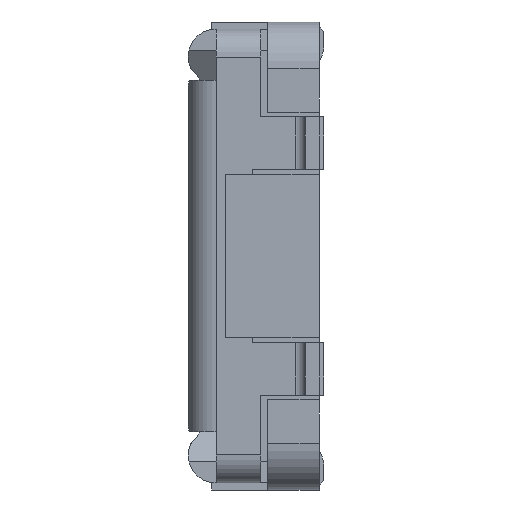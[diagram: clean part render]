
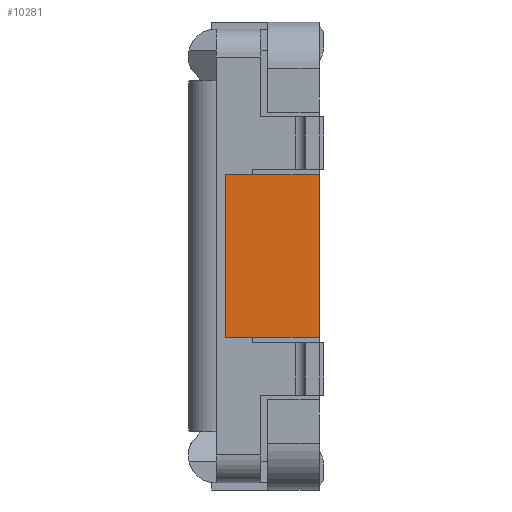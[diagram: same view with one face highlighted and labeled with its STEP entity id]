
A CAD part, left-side view. The second image highlights one B-rep face of the part: STEP entity #10281.
In plain terms, the highlighted planar face has unit normal (-1, 0, 0).
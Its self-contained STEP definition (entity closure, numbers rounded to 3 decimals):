
#116=DIRECTION('',(0.,0.,1.));
#117=VECTOR('',#116,0.7);
#118=CARTESIAN_POINT('',(-2.275,0.,-0.35));
#119=LINE('',#118,#117);
#2229=DIRECTION('',(0.,1.,0.));
#2230=VECTOR('',#2229,0.4);
#2231=CARTESIAN_POINT('',(-2.275,0.,0.35));
#2232=LINE('',#2231,#2230);
#2245=DIRECTION('',(0.,0.,1.));
#2246=VECTOR('',#2245,0.7);
#2247=CARTESIAN_POINT('',(-2.275,0.4,-0.35));
#2248=LINE('',#2247,#2246);
#2249=DIRECTION('',(0.,1.,0.));
#2250=VECTOR('',#2249,0.4);
#2251=CARTESIAN_POINT('',(-2.275,0.,-0.35));
#2252=LINE('',#2251,#2250);
#5757=CARTESIAN_POINT('',(-2.275,0.,-0.35));
#5758=VERTEX_POINT('',#5757);
#5759=CARTESIAN_POINT('',(-2.275,0.,0.35));
#5760=VERTEX_POINT('',#5759);
#5825=CARTESIAN_POINT('',(-2.275,0.4,-0.35));
#5826=CARTESIAN_POINT('',(-2.275,0.4,0.35));
#5827=VERTEX_POINT('',#5825);
#5828=VERTEX_POINT('',#5826);
#10270=CARTESIAN_POINT('',(-2.275,0.,-0.35));
#10271=DIRECTION('',(-1.,0.,0.));
#10272=DIRECTION('',(0.,0.,1.));
#10273=AXIS2_PLACEMENT_3D('',#10270,#10271,#10272);
#10274=PLANE('',#10273);
#10275=ORIENTED_EDGE('',*,*,#10220,.T.);
#10276=ORIENTED_EDGE('',*,*,#10239,.F.);
#10277=ORIENTED_EDGE('',*,*,#7633,.F.);
#10278=ORIENTED_EDGE('',*,*,#10200,.T.);
#10279=EDGE_LOOP('',(#10275,#10276,#10277,#10278));
#10280=FACE_OUTER_BOUND('',#10279,.F.);
#10281=ADVANCED_FACE('',(#10280),#10274,.T.);
#7633=EDGE_CURVE('',#5758,#5760,#119,.T.);
#10200=EDGE_CURVE('',#5758,#5827,#2252,.T.);
#10220=EDGE_CURVE('',#5827,#5828,#2248,.T.);
#10239=EDGE_CURVE('',#5760,#5828,#2232,.T.);
